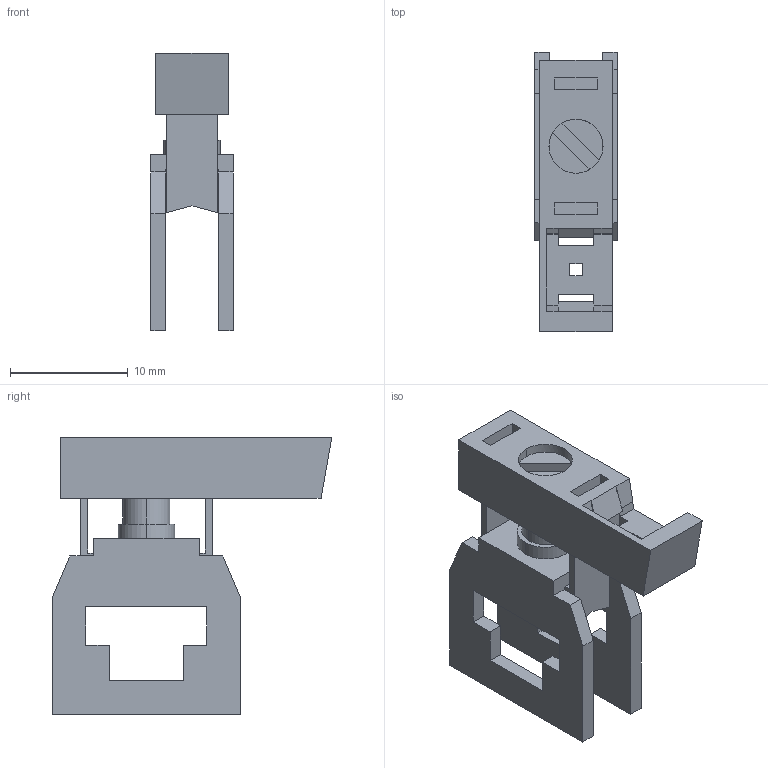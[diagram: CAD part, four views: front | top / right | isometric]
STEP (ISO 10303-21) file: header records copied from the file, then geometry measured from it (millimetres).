
FILE_DESCRIPTION(('Creo Elements/Direct Modeling STEP Export'),'2;1');
FILE_NAME('model.stp','2020-08-26T 2:11:22',(''),(''),'Creo Elements/Direct Modeling STEP processor for AP214 (Solid Model)','Creo Elements/Direct Modeling 20.1A 29-Sep-2018 (C) Parametric Technology GmbH','');
FILE_SCHEMA(('AUTOMOTIVE_DESIGN { 1 0 10303 214 1 1 1 1 }'));
Length unit declared in the file: millimetre
Products named in the file (2): AKG_4_BK-select
Assembly tree (1 placements, depth 2):
  AKG_4_BK-select
    AKG_4_BK-select
Bounding box: 7 x 23.76 x 23.6 mm (x, y, z)
Volume: 1295.9 mm3; surface area: 1909.7 mm2
Topology: 1 solids, 1 shells, 107 faces, 293 edges, 190 vertices
Faces by surface type: plane 101, cylinder 6
Entity records: 4078 total; most frequent: ORIENTED_EDGE 586, CARTESIAN_POINT 556, DIRECTION 469, EDGE_CURVE 293, VECTOR 263, LINE 263, VERTEX_POINT 190, EDGE_LOOP 123
